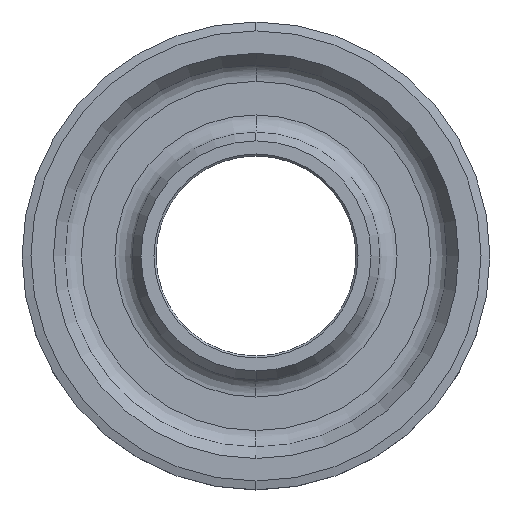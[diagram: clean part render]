
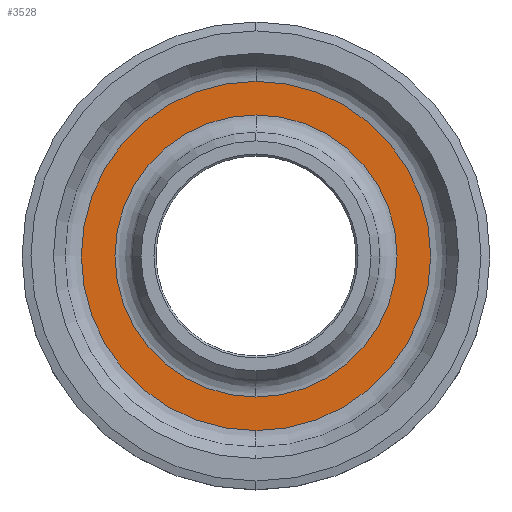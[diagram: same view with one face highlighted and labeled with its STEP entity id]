
A CAD part, top view. The second image highlights one B-rep face of the part: STEP entity #3528.
In plain terms, the highlighted planar face has unit normal (0, 0, 1).
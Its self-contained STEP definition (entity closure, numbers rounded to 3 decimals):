
#3080=CARTESIAN_POINT('Vertex',(0.,14.098,1.)) ;
#3083=CARTESIAN_POINT('Axis2P3D Location',(0.,0.,1.)) ;
#3087=CARTESIAN_POINT('Vertex',(0.,-14.098,1.)) ;
#3102=CARTESIAN_POINT('Axis2P3D Location',(0.,0.,1.)) ;
#3119=CARTESIAN_POINT('Axis2P3D Location',(0.,0.,1.)) ;
#3123=CARTESIAN_POINT('Vertex',(0.,17.458,1.)) ;
#3125=CARTESIAN_POINT('Vertex',(0.,-17.458,1.)) ;
#3154=CARTESIAN_POINT('Axis2P3D Location',(0.,0.,1.)) ;
#3515=CARTESIAN_POINT('Axis2P3D Location',(0.,14.098,1.)) ;
#3084=DIRECTION('Axis2P3D Direction',(0.,0.,1.)) ;
#3103=DIRECTION('Axis2P3D Direction',(0.,0.,1.)) ;
#3120=DIRECTION('Axis2P3D Direction',(0.,0.,1.)) ;
#3155=DIRECTION('Axis2P3D Direction',(0.,0.,1.)) ;
#3516=DIRECTION('Axis2P3D Direction',(0.,0.,1.)) ;
#3517=DIRECTION('Axis2P3D XDirection',(1.,0.,0.)) ;
#3085=AXIS2_PLACEMENT_3D('Circle Axis2P3D',#3083,#3084,$) ;
#3104=AXIS2_PLACEMENT_3D('Circle Axis2P3D',#3102,#3103,$) ;
#3121=AXIS2_PLACEMENT_3D('Circle Axis2P3D',#3119,#3120,$) ;
#3156=AXIS2_PLACEMENT_3D('Circle Axis2P3D',#3154,#3155,$) ;
#3518=AXIS2_PLACEMENT_3D('Plane Axis2P3D',#3515,#3516,#3517) ;
#3086=CIRCLE('generated circle',#3085,14.098) ;
#3105=CIRCLE('generated circle',#3104,14.098) ;
#3122=CIRCLE('generated circle',#3121,17.458) ;
#3157=CIRCLE('generated circle',#3156,17.458) ;
#3519=PLANE('',#3518) ;
#3527=FACE_BOUND('',#3524,.T.) ;
#3089=EDGE_CURVE('',#3081,#3088,#3086,.T.) ;
#3106=EDGE_CURVE('',#3088,#3081,#3105,.T.) ;
#3127=EDGE_CURVE('',#3124,#3126,#3122,.T.) ;
#3158=EDGE_CURVE('',#3126,#3124,#3157,.T.) ;
#3521=ORIENTED_EDGE('',*,*,#3158,.T.) ;
#3522=ORIENTED_EDGE('',*,*,#3127,.T.) ;
#3525=ORIENTED_EDGE('',*,*,#3089,.F.) ;
#3526=ORIENTED_EDGE('',*,*,#3106,.F.) ;
#3520=EDGE_LOOP('',(#3521,#3522)) ;
#3524=EDGE_LOOP('',(#3525,#3526)) ;
#3081=VERTEX_POINT('',#3080) ;
#3088=VERTEX_POINT('',#3087) ;
#3124=VERTEX_POINT('',#3123) ;
#3126=VERTEX_POINT('',#3125) ;
#3528=ADVANCED_FACE('TEAMS',(#3523,#3527),#3519,.T.) ;
#3523=FACE_OUTER_BOUND('',#3520,.T.) ;
